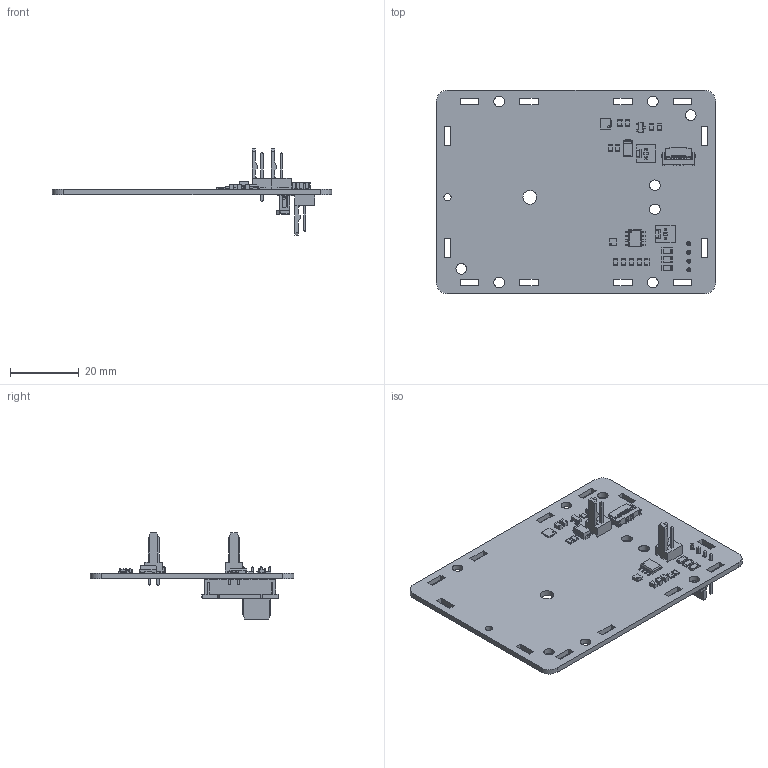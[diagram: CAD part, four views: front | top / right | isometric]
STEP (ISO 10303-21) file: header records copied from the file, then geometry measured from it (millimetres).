
FILE_DESCRIPTION(('FreeCAD Model'),'2;1');
FILE_NAME('Open CASCADE Shape Model','2022-02-25T14:28:19',( 'kicad StepUp'),('ksu MCAD'),'Open CASCADE STEP processor 7.5', 'FreeCAD','Unknown');
FILE_SCHEMA(('AUTOMOTIVE_DESIGN { 1 0 10303 214 1 1 1 1 }'));
Length unit declared in the file: millimetre
Products named in the file (18): scanhead_pcb; Board_Geoms_87; Pcb_87; Step_Models_87; Top_87; C1_C_0805_2012Metric_00005d37801c; D1_D_SMA_00005d378067; J6_Molex_AE_6410_02A_00005d378133; Q1_SOT_23_00005d37816c; R1_R_0805_2012Metric_00005d37817d; U1_DFN-8-1EP_2x2mm_Pitch0.5mm_00005d3781c2; U2_CircuitWorks-SO-8_00005d3781d2; J3_1_000060f43a25; F2_Fuse_1206_3216Metric_000060f6f7c8; U3_UQFN-16-1EP_3x3mm_Pitch0.5mm_772bcda8c549; Bot_87; J2_C-1-1734248-5_000060f44a9a; J1_Molex_AE_6410_04A_5e5622cabe99
Assembly tree (29 placements, depth 4):
  scanhead_pcb
    Board_Geoms_87
      Pcb_87
    Step_Models_87
      Top_87
        C1_C_0805_2012Metric_00005d37801c  x6
        D1_D_SMA_00005d378067
        J6_Molex_AE_6410_02A_00005d378133  x2
        Q1_SOT_23_00005d37816c
        R1_R_0805_2012Metric_00005d37817d  x5
        U1_DFN-8-1EP_2x2mm_Pitch0.5mm_00005d3781c2
        U2_CircuitWorks-SO-8_00005d3781d2
        J3_1_000060f43a25
        F2_Fuse_1206_3216Metric_000060f6f7c8  x3
        U3_UQFN-16-1EP_3x3mm_Pitch0.5mm_772bcda8c549
      Bot_87
        J2_C-1-1734248-5_000060f44a9a
        J1_Molex_AE_6410_04A_5e5622cabe99
Bounding box: 81.16 x 59.1 x 25 mm (x, y, z)
Volume: 8262.4 mm3; surface area: 12484.9 mm2
Topology: 25 solids, 25 shells, 2006 faces, 5602 edges, 3654 vertices
Faces by surface type: plane 1687, cylinder 282, bspline 37
Full cylindrical faces by diameter (mm): 0.4 x1, 0.5 x1, 1.19 x8, 2.1 x1, 3.1 x8, 4 x1
Entity records: 57066 total; most frequent: CARTESIAN_POINT 9573, ORIENTED_EDGE 9346, DIRECTION 8249, EDGE_CURVE 4673, LINE 4265, VECTOR 4265, VERTEX_POINT 3048, AXIS2_PLACEMENT_3D 1992
